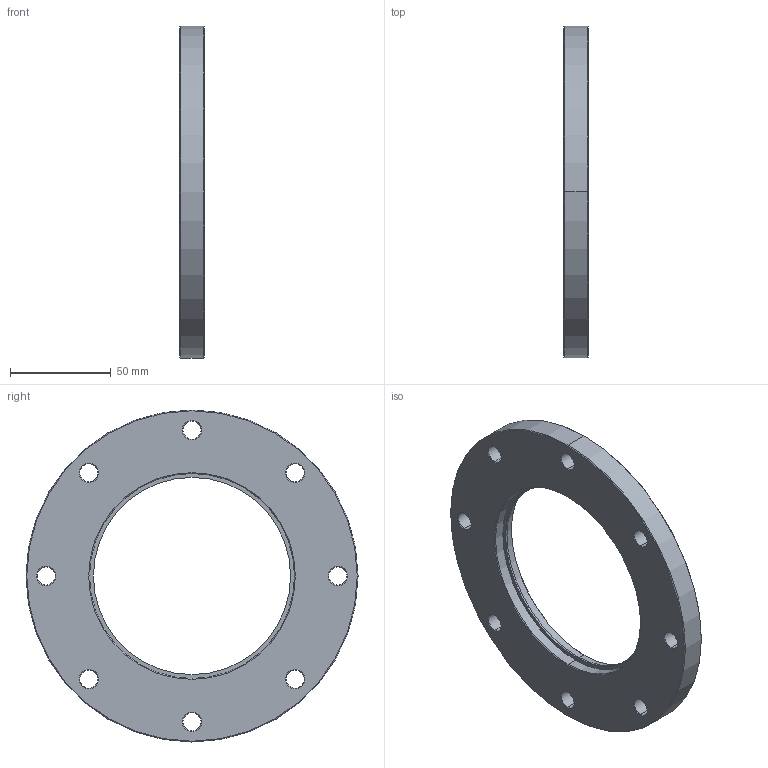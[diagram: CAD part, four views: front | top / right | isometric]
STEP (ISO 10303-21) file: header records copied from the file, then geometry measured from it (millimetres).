
FILE_DESCRIPTION (( 'STEP AP214' ), '1' );
FILE_NAME ('ISO-F100-101.6.STEP', '2010-09-07T14:42:17', ( 'Hositrad' ), ( 'Hositrad' ), 'SwSTEP 2.0', 'SolidWorks 2010', '' );
FILE_SCHEMA (( 'AUTOMOTIVE_DESIGN' ));
Length unit declared in the file: millimetre
Products named in the file (1): ISO-F100-101.6
Bounding box: 12 x 165 x 165 mm (x, y, z)
Volume: 153021.9 mm3; surface area: 38859.7 mm2
Topology: 1 solids, 1 shells, 70 faces, 156 edges, 90 vertices
Faces by surface type: cone 40, cylinder 24, plane 4, torus 2
Entity records: 2006 total; most frequent: DIRECTION 390, CARTESIAN_POINT 317, ORIENTED_EDGE 312, AXIS2_PLACEMENT_3D 163, EDGE_CURVE 156, CIRCLE 92, VERTEX_POINT 90, EDGE_LOOP 90
